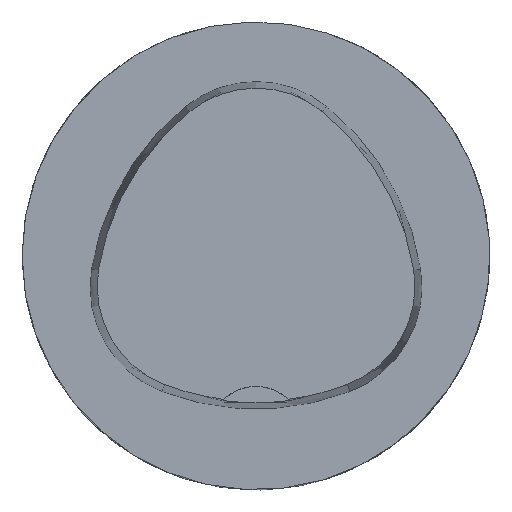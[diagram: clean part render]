
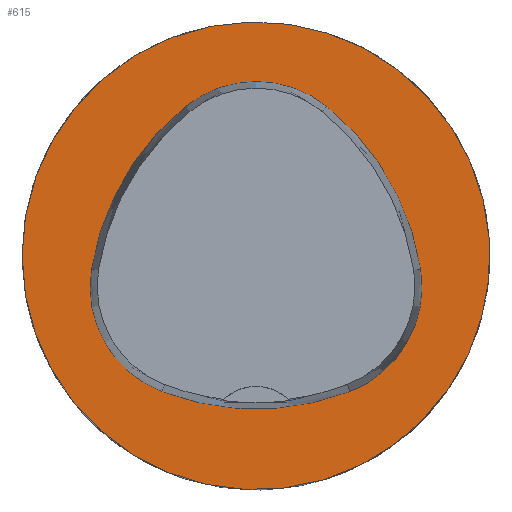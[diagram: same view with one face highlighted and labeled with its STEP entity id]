
A CAD part, top view. The second image highlights one B-rep face of the part: STEP entity #615.
In plain terms, the highlighted planar face has unit normal (0, 0, 1).
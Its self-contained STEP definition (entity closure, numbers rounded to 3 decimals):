
#615=ADVANCED_FACE('',(#1178,#1179),#882,.T.);
#882=PLANE('',#5475);
#1040=CIRCLE('',#5445,25.);
#1042=CIRCLE('',#5453,28.);
#1044=CIRCLE('',#5456,12.);
#1046=CIRCLE('',#5459,28.);
#1048=CIRCLE('',#5462,12.);
#1052=CIRCLE('',#5467,28.);
#1054=CIRCLE('',#5470,12.);
#1178=FACE_BOUND('',#1322,.T.);
#1179=FACE_BOUND('',#1323,.T.);
#1322=EDGE_LOOP('',(#2552,#2553,#2554,#2555,#2556,#2557));
#1323=EDGE_LOOP('',(#2558));
#2552=ORIENTED_EDGE('',*,*,#4427,.T.);
#2553=ORIENTED_EDGE('',*,*,#4407,.T.);
#2554=ORIENTED_EDGE('',*,*,#4411,.T.);
#2555=ORIENTED_EDGE('',*,*,#4414,.T.);
#2556=ORIENTED_EDGE('',*,*,#4417,.T.);
#2557=ORIENTED_EDGE('',*,*,#4425,.T.);
#2558=ORIENTED_EDGE('',*,*,#4397,.F.);
#3861=VERTEX_POINT('',#8901);
#3871=VERTEX_POINT('',#8928);
#3872=VERTEX_POINT('',#8929);
#3875=VERTEX_POINT('',#8937);
#3877=VERTEX_POINT('',#8943);
#3879=VERTEX_POINT('',#8949);
#3886=VERTEX_POINT('',#8970);
#4397=EDGE_CURVE('',#3861,#3861,#1040,.T.);
#4407=EDGE_CURVE('',#3871,#3872,#1042,.T.);
#4411=EDGE_CURVE('',#3872,#3875,#1044,.T.);
#4414=EDGE_CURVE('',#3875,#3877,#1046,.T.);
#4417=EDGE_CURVE('',#3877,#3879,#1048,.T.);
#4425=EDGE_CURVE('',#3879,#3886,#1052,.T.);
#4427=EDGE_CURVE('',#3886,#3871,#1054,.T.);
#5445=AXIS2_PLACEMENT_3D('',#8900,#6148,#6149);
#5453=AXIS2_PLACEMENT_3D('',#8927,#6169,#6170);
#5456=AXIS2_PLACEMENT_3D('',#8936,#6177,#6178);
#5459=AXIS2_PLACEMENT_3D('',#8942,#6184,#6185);
#5462=AXIS2_PLACEMENT_3D('',#8948,#6191,#6192);
#5467=AXIS2_PLACEMENT_3D('',#8971,#6203,#6204);
#5470=AXIS2_PLACEMENT_3D('',#8974,#6209,#6210);
#5475=AXIS2_PLACEMENT_3D('',#8979,#6219,#6220);
#6148=DIRECTION('',(0.,0.,-1.));
#6149=DIRECTION('',(-1.,0.,0.));
#6169=DIRECTION('',(0.,0.,-1.));
#6170=DIRECTION('',(-1.,0.,0.));
#6177=DIRECTION('',(0.,0.,-1.));
#6178=DIRECTION('',(-1.,0.,0.));
#6184=DIRECTION('',(0.,0.,-1.));
#6185=DIRECTION('',(-1.,0.,0.));
#6191=DIRECTION('',(0.,0.,-1.));
#6192=DIRECTION('',(-1.,0.,0.));
#6203=DIRECTION('',(0.,0.,-1.));
#6204=DIRECTION('',(-1.,0.,0.));
#6209=DIRECTION('',(0.,0.,-1.));
#6210=DIRECTION('',(-1.,0.,0.));
#6219=DIRECTION('',(0.,0.,1.));
#6220=DIRECTION('',(1.,0.,0.));
#8900=CARTESIAN_POINT('',(0.,0.,
0.));
#8901=CARTESIAN_POINT('',(-25.,0.,0.));
#8927=CARTESIAN_POINT('',(10.068,-5.824,0.));
#8928=CARTESIAN_POINT('',(-17.584,-1.424,0.));
#8929=CARTESIAN_POINT('',(-7.531,15.953,0.));
#8936=CARTESIAN_POINT('',(0.011,6.62,0.));
#8937=CARTESIAN_POINT('',(7.567,15.942,0.));
#8942=CARTESIAN_POINT('',(-10.063,-5.81,0.));
#8943=CARTESIAN_POINT('',(17.59,-1.418,0.));
#8948=CARTESIAN_POINT('',(5.739,-3.3,0.));
#8949=CARTESIAN_POINT('',(10.05,-14.499,0.));
#8970=CARTESIAN_POINT('',(-10.025,-14.516,0.));
#8971=CARTESIAN_POINT('',(-0.01,11.631,0.));
#8974=CARTESIAN_POINT('',(-5.733,-3.31,0.));
#8979=CARTESIAN_POINT('',(0.,0.,
0.));
